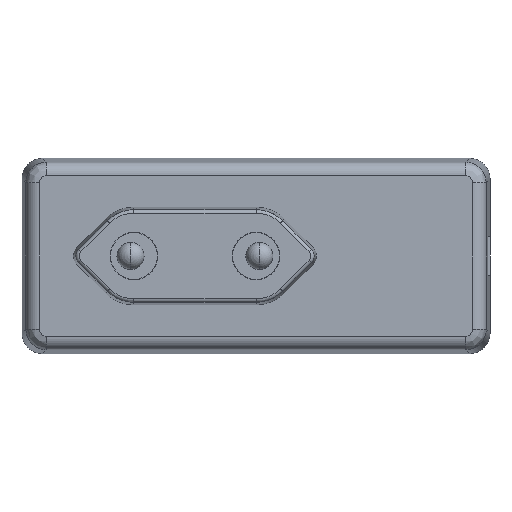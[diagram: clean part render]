
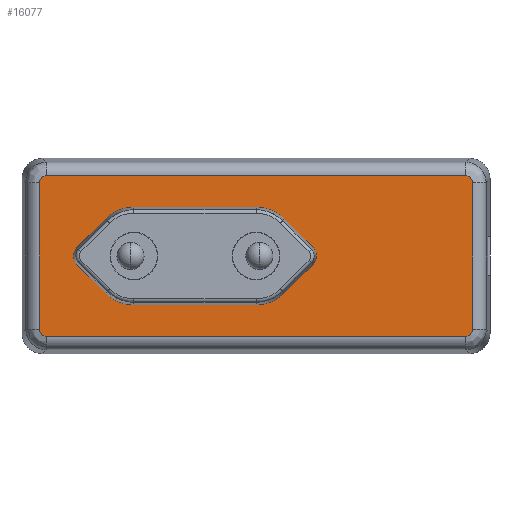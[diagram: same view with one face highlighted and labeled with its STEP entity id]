
A CAD part, front view. The second image highlights one B-rep face of the part: STEP entity #16077.
In plain terms, the highlighted face is planar.
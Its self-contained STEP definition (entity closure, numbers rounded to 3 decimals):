
#13283=CARTESIAN_POINT('',(10.833,30.933,12.8));
#13284=DIRECTION('',(0.,0.,-1.));
#13285=DIRECTION('',(0.,1.,0.));
#13286=AXIS2_PLACEMENT_3D('',#13283,#13284,#13285);
#13288=CARTESIAN_POINT('',(10.833,-30.933,
12.8));
#13289=DIRECTION('',(0.,0.,-1.));
#13290=DIRECTION('',(1.,0.,0.));
#13291=AXIS2_PLACEMENT_3D('',#13288,#13289,#13290);
#13293=CARTESIAN_POINT('',(-10.833,-30.933,
12.8));
#13294=DIRECTION('',(0.,0.,-1.));
#13295=DIRECTION('',(0.,-1.,0.));
#13296=AXIS2_PLACEMENT_3D('',#13293,#13294,#13295);
#13298=CARTESIAN_POINT('',(-10.833,30.933,
12.8));
#13299=DIRECTION('',(0.,0.,-1.));
#13300=DIRECTION('',(-1.,0.,0.));
#13301=AXIS2_PLACEMENT_3D('',#13298,#13299,#13300);
#13303=DIRECTION('',(0.,-1.,0.));
#13304=VECTOR('',#13303,18.36);
#13305=CARTESIAN_POINT('',(-7.175,18.18,12.8));
#13306=LINE('',#13305,#13304);
#13307=DIRECTION('',(0.707,-0.707,0.));
#13308=VECTOR('',#13307,6.162);
#13309=CARTESIAN_POINT('',(-5.565,-4.068,12.8));
#13310=LINE('',#13309,#13308);
#13311=CARTESIAN_POINT('',(0.,-7.218,12.8));
#13312=DIRECTION('',(0.,0.,1.));
#13313=DIRECTION('',(-0.707,-0.707,0.));
#13314=AXIS2_PLACEMENT_3D('',#13311,#13312,#13313);
#13316=DIRECTION('',(0.707,0.707,0.));
#13317=VECTOR('',#13316,6.162);
#13318=CARTESIAN_POINT('',(1.207,-8.425,12.8));
#13319=LINE('',#13318,#13317);
#13320=DIRECTION('',(0.,1.,0.));
#13321=VECTOR('',#13320,18.36);
#13322=CARTESIAN_POINT('',(7.175,-0.18,12.8));
#13323=LINE('',#13322,#13321);
#13324=DIRECTION('',(-0.707,0.707,0.));
#13325=VECTOR('',#13324,6.162);
#13326=CARTESIAN_POINT('',(5.565,22.068,12.8));
#13327=LINE('',#13326,#13325);
#13328=CARTESIAN_POINT('',(0.,25.218,12.8));
#13329=DIRECTION('',(0.,0.,1.));
#13330=DIRECTION('',(0.707,0.707,0.));
#13331=AXIS2_PLACEMENT_3D('',#13328,#13329,#13330);
#13333=DIRECTION('',(-0.707,-0.707,0.));
#13334=VECTOR('',#13333,6.162);
#13335=CARTESIAN_POINT('',(-1.207,26.425,12.8));
#13336=LINE('',#13335,#13334);
#13347=DIRECTION('',(-1.,0.,0.));
#13348=VECTOR('',#13347,21.666);
#13349=CARTESIAN_POINT('',(10.833,31.931,12.8));
#13350=LINE('',#13349,#13348);
#13365=DIRECTION('',(0.,-1.,0.));
#13366=VECTOR('',#13365,61.866);
#13367=CARTESIAN_POINT('',(-11.831,30.933,
12.8));
#13368=LINE('',#13367,#13366);
#13383=DIRECTION('',(1.,0.,0.));
#13384=VECTOR('',#13383,21.666);
#13385=CARTESIAN_POINT('',(-10.833,-31.931,
12.8));
#13386=LINE('',#13385,#13384);
#13401=DIRECTION('',(0.,1.,0.));
#13402=VECTOR('',#13401,61.866);
#13403=CARTESIAN_POINT('',(11.831,-30.933,
12.8));
#13404=LINE('',#13403,#13402);
#14999=CARTESIAN_POINT('',(7.175,-0.18,12.8));
#15000=CARTESIAN_POINT('',(7.175,-0.939,12.8));
#15001=CARTESIAN_POINT('',(6.875,-2.333,12.8));
#15002=CARTESIAN_POINT('',(6.101,-3.531,12.8));
#15003=CARTESIAN_POINT('',(5.565,-4.068,12.8));
#15045=CARTESIAN_POINT('',(5.565,22.068,12.8));
#15046=CARTESIAN_POINT('',(6.101,21.531,12.8));
#15047=CARTESIAN_POINT('',(6.875,20.333,12.8));
#15048=CARTESIAN_POINT('',(7.175,18.939,12.8));
#15049=CARTESIAN_POINT('',(7.175,18.18,12.8));
#15114=CARTESIAN_POINT('',(-7.175,18.18,12.8));
#15115=CARTESIAN_POINT('',(-7.175,18.939,12.8));
#15116=CARTESIAN_POINT('',(-6.875,20.333,12.8));
#15117=CARTESIAN_POINT('',(-6.101,21.531,12.8));
#15118=CARTESIAN_POINT('',(-5.565,22.068,12.8));
#15160=CARTESIAN_POINT('',(-5.565,-4.068,12.8));
#15161=CARTESIAN_POINT('',(-6.101,-3.531,12.8));
#15162=CARTESIAN_POINT('',(-6.875,-2.333,12.8));
#15163=CARTESIAN_POINT('',(-7.175,-0.939,12.8));
#15164=CARTESIAN_POINT('',(-7.175,-0.18,12.8));
#15479=CARTESIAN_POINT('',(10.833,31.931,12.8));
#15480=CARTESIAN_POINT('',(11.831,30.934,12.8));
#15481=VERTEX_POINT('',#15479);
#15482=VERTEX_POINT('',#15480);
#15483=CARTESIAN_POINT('',(11.831,-30.933,
12.8));
#15484=VERTEX_POINT('',#15483);
#15485=CARTESIAN_POINT('',(10.834,-31.931,
12.8));
#15486=VERTEX_POINT('',#15485);
#15487=CARTESIAN_POINT('',(-10.833,-31.931,
12.8));
#15488=VERTEX_POINT('',#15487);
#15489=CARTESIAN_POINT('',(-11.831,-30.934,
12.8));
#15490=VERTEX_POINT('',#15489);
#15491=CARTESIAN_POINT('',(-11.831,30.933,
12.8));
#15492=VERTEX_POINT('',#15491);
#15493=CARTESIAN_POINT('',(-10.834,31.931,
12.8));
#15494=VERTEX_POINT('',#15493);
#15495=CARTESIAN_POINT('',(-7.175,18.18,12.8));
#15496=CARTESIAN_POINT('',(-7.175,-0.18,12.8));
#15497=VERTEX_POINT('',#15495);
#15498=VERTEX_POINT('',#15496);
#15499=VERTEX_POINT('',#15160);
#15500=CARTESIAN_POINT('',(-1.207,-8.425,12.8));
#15501=VERTEX_POINT('',#15500);
#15502=CARTESIAN_POINT('',(1.207,-8.425,12.8));
#15503=VERTEX_POINT('',#15502);
#15504=CARTESIAN_POINT('',(5.565,-4.068,12.8));
#15505=VERTEX_POINT('',#15504);
#15506=VERTEX_POINT('',#14999);
#15507=CARTESIAN_POINT('',(7.175,18.18,12.8));
#15508=VERTEX_POINT('',#15507);
#15509=VERTEX_POINT('',#15045);
#15510=CARTESIAN_POINT('',(1.207,26.425,12.8));
#15511=VERTEX_POINT('',#15510);
#15512=CARTESIAN_POINT('',(-1.207,26.425,12.8));
#15513=VERTEX_POINT('',#15512);
#15514=CARTESIAN_POINT('',(-5.565,22.068,12.8));
#15515=VERTEX_POINT('',#15514);
#16028=CARTESIAN_POINT('',(0.,0.,12.8));
#16029=DIRECTION('',(0.,0.,1.));
#16030=DIRECTION('',(1.,0.,0.));
#16031=AXIS2_PLACEMENT_3D('',#16028,#16029,#16030);
#16032=PLANE('',#16031);
#16034=ORIENTED_EDGE('',*,*,#16033,.T.);
#16036=ORIENTED_EDGE('',*,*,#16035,.F.);
#16038=ORIENTED_EDGE('',*,*,#16037,.T.);
#16040=ORIENTED_EDGE('',*,*,#16039,.F.);
#16042=ORIENTED_EDGE('',*,*,#16041,.T.);
#16044=ORIENTED_EDGE('',*,*,#16043,.F.);
#16046=ORIENTED_EDGE('',*,*,#16045,.T.);
#16048=ORIENTED_EDGE('',*,*,#16047,.F.);
#16049=EDGE_LOOP('',(#16034,#16036,#16038,#16040,#16042,#16044,#16046,#16048));
#16050=FACE_OUTER_BOUND('',#16049,.F.);
#16052=ORIENTED_EDGE('',*,*,#16051,.T.);
#16054=ORIENTED_EDGE('',*,*,#16053,.F.);
#16056=ORIENTED_EDGE('',*,*,#16055,.T.);
#16058=ORIENTED_EDGE('',*,*,#16057,.T.);
#16060=ORIENTED_EDGE('',*,*,#16059,.T.);
#16062=ORIENTED_EDGE('',*,*,#16061,.F.);
#16064=ORIENTED_EDGE('',*,*,#16063,.T.);
#16066=ORIENTED_EDGE('',*,*,#16065,.F.);
#16068=ORIENTED_EDGE('',*,*,#16067,.T.);
#16070=ORIENTED_EDGE('',*,*,#16069,.T.);
#16072=ORIENTED_EDGE('',*,*,#16071,.T.);
#16074=ORIENTED_EDGE('',*,*,#16073,.F.);
#16075=EDGE_LOOP('',(#16052,#16054,#16056,#16058,#16060,#16062,#16064,#16066,
#16068,#16070,#16072,#16074));
#16076=FACE_BOUND('',#16075,.F.);
#16077=ADVANCED_FACE('',(#16050,#16076),#16032,.T.);
#13287=CIRCLE('',#13286,0.998);
#13292=CIRCLE('',#13291,0.998);
#13297=CIRCLE('',#13296,0.998);
#13302=CIRCLE('',#13301,0.998);
#13315=CIRCLE('',#13314,1.707);
#13332=CIRCLE('',#13331,1.707);
#15004=B_SPLINE_CURVE_WITH_KNOTS('',3,(#14999,#15000,#15001,#15002,#15003),
.UNSPECIFIED.,.F.,.F.,(4,1,4),(0.,0.5,1.),.UNSPECIFIED.);
#15050=B_SPLINE_CURVE_WITH_KNOTS('',3,(#15045,#15046,#15047,#15048,#15049),
.UNSPECIFIED.,.F.,.F.,(4,1,4),(0.,0.5,1.),.UNSPECIFIED.);
#15119=B_SPLINE_CURVE_WITH_KNOTS('',3,(#15114,#15115,#15116,#15117,#15118),
.UNSPECIFIED.,.F.,.F.,(4,1,4),(0.,0.5,1.),.UNSPECIFIED.);
#15165=B_SPLINE_CURVE_WITH_KNOTS('',3,(#15160,#15161,#15162,#15163,#15164),
.UNSPECIFIED.,.F.,.F.,(4,1,4),(0.,0.5,1.),.UNSPECIFIED.);
#16033=EDGE_CURVE('',#15481,#15482,#13287,.T.);
#16035=EDGE_CURVE('',#15484,#15482,#13404,.T.);
#16037=EDGE_CURVE('',#15484,#15486,#13292,.T.);
#16039=EDGE_CURVE('',#15488,#15486,#13386,.T.);
#16041=EDGE_CURVE('',#15488,#15490,#13297,.T.);
#16043=EDGE_CURVE('',#15492,#15490,#13368,.T.);
#16045=EDGE_CURVE('',#15492,#15494,#13302,.T.);
#16047=EDGE_CURVE('',#15481,#15494,#13350,.T.);
#16051=EDGE_CURVE('',#15497,#15498,#13306,.T.);
#16053=EDGE_CURVE('',#15499,#15498,#15165,.T.);
#16055=EDGE_CURVE('',#15499,#15501,#13310,.T.);
#16057=EDGE_CURVE('',#15501,#15503,#13315,.T.);
#16059=EDGE_CURVE('',#15503,#15505,#13319,.T.);
#16061=EDGE_CURVE('',#15506,#15505,#15004,.T.);
#16063=EDGE_CURVE('',#15506,#15508,#13323,.T.);
#16065=EDGE_CURVE('',#15509,#15508,#15050,.T.);
#16067=EDGE_CURVE('',#15509,#15511,#13327,.T.);
#16069=EDGE_CURVE('',#15511,#15513,#13332,.T.);
#16071=EDGE_CURVE('',#15513,#15515,#13336,.T.);
#16073=EDGE_CURVE('',#15497,#15515,#15119,.T.);
